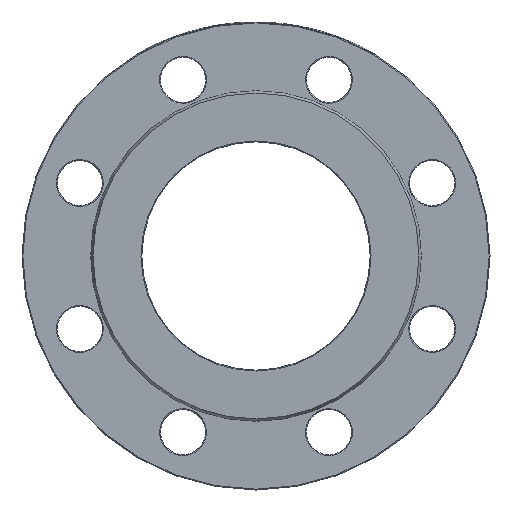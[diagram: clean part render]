
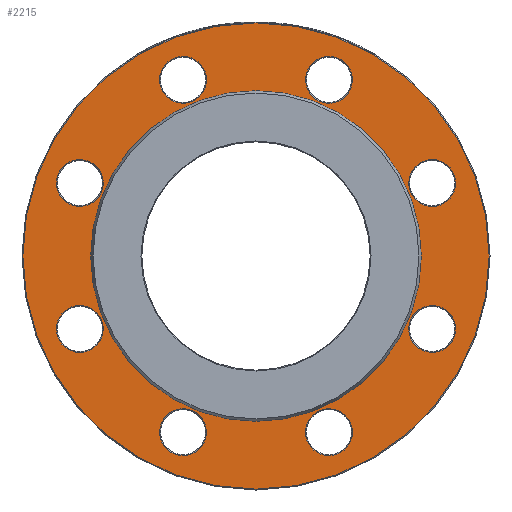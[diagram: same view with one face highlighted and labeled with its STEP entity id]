
A CAD part, left-side view. The second image highlights one B-rep face of the part: STEP entity #2215.
In plain terms, the highlighted planar face has unit normal (-1, 0, 0).
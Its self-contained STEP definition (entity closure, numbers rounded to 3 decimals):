
#3 = VERTEX_POINT ( 'NONE', #2614 ) ;
#60 = EDGE_LOOP ( 'NONE', ( #6144 ) ) ;
#82 = CARTESIAN_POINT ( 'NONE',  ( 3., -101.627, 42.095 ) ) ;
#245 = CIRCLE ( 'NONE', #3618, 13.5 ) ;
#299 = DIRECTION ( 'NONE',  ( 0., 0., 1. ) ) ;
#321 = VERTEX_POINT ( 'NONE', #6830 ) ;
#327 = DIRECTION ( 'NONE',  ( 0., 0., -1. ) ) ;
#407 = FACE_BOUND ( 'NONE', #5592, .T. ) ;
#465 = DIRECTION ( 'NONE',  ( 1., 0., 0. ) ) ;
#482 = FACE_BOUND ( 'NONE', #2797, .T. ) ;
#578 = VERTEX_POINT ( 'NONE', #1890 ) ;
#663 = AXIS2_PLACEMENT_3D ( 'NONE', #82, #7094, #1290 ) ;
#692 = AXIS2_PLACEMENT_3D ( 'NONE', #6666, #2685, #7885 ) ;
#696 = CARTESIAN_POINT ( 'NONE',  ( 3., 101.627, -42.095 ) ) ;
#734 = CARTESIAN_POINT ( 'NONE',  ( 3., -101.627, -42.095 ) ) ;
#810 = EDGE_LOOP ( 'NONE', ( #4793 ) ) ;
#900 = CARTESIAN_POINT ( 'NONE',  ( 3., 0., 95.399 ) ) ;
#1072 = FACE_BOUND ( 'NONE', #6139, .T. ) ;
#1114 = EDGE_CURVE ( 'NONE', #4383, #4383, #7278, .T. ) ;
#1225 = CIRCLE ( 'NONE', #7716, 95.399 ) ;
#1290 = DIRECTION ( 'NONE',  ( 0., 0., 1. ) ) ;
#1297 = VERTEX_POINT ( 'NONE', #3877 ) ;
#1529 = VERTEX_POINT ( 'NONE', #7338 ) ;
#1627 = AXIS2_PLACEMENT_3D ( 'NONE', #734, #6406, #2050 ) ;
#1665 = ORIENTED_EDGE ( 'NONE', *, *, #4283, .T. ) ;
#1873 = CIRCLE ( 'NONE', #2139, 13.5 ) ;
#1890 = CARTESIAN_POINT ( 'NONE',  ( 3., 111.173, 32.549 ) ) ;
#2011 = EDGE_CURVE ( 'NONE', #578, #578, #245, .T. ) ;
#2050 = DIRECTION ( 'NONE',  ( 0., -0.707, 0.707 ) ) ;
#2130 = CARTESIAN_POINT ( 'NONE',  ( 3., 101.627, -55.595 ) ) ;
#2139 = AXIS2_PLACEMENT_3D ( 'NONE', #696, #2689, #8356 ) ;
#2180 = CIRCLE ( 'NONE', #692, 13.5 ) ;
#2215 = ADVANCED_FACE ( 'NONE', ( #6287, #6837, #1072, #482, #6964, #4975, #407, #2392, #2260, #3028 ), #4933, .F. ) ;
#2254 = VERTEX_POINT ( 'NONE', #900 ) ;
#2260 = FACE_OUTER_BOUND ( 'NONE', #810, .T. ) ;
#2264 = AXIS2_PLACEMENT_3D ( 'NONE', #6179, #6854, #3303 ) ;
#2293 = CIRCLE ( 'NONE', #7304, 13.5 ) ;
#2392 = FACE_BOUND ( 'NONE', #4521, .T. ) ;
#2399 = ORIENTED_EDGE ( 'NONE', *, *, #4262, .T. ) ;
#2483 = CARTESIAN_POINT ( 'NONE',  ( 3., 101.627, 42.095 ) ) ;
#2614 = CARTESIAN_POINT ( 'NONE',  ( 3., 55.595, 101.627 ) ) ;
#2685 = DIRECTION ( 'NONE',  ( 1., 0., 0. ) ) ;
#2689 = DIRECTION ( 'NONE',  ( 1., 0., 0. ) ) ;
#2713 = ORIENTED_EDGE ( 'NONE', *, *, #3773, .T. ) ;
#2749 = DIRECTION ( 'NONE',  ( 0., -0.707, -0.707 ) ) ;
#2797 = EDGE_LOOP ( 'NONE', ( #4556 ) ) ;
#2807 = CARTESIAN_POINT ( 'NONE',  ( 3., 32.549, -111.173 ) ) ;
#2935 = VERTEX_POINT ( 'NONE', #2130 ) ;
#3028 = FACE_BOUND ( 'NONE', #6176, .T. ) ;
#3052 = CARTESIAN_POINT ( 'NONE',  ( 3., -42.095, 101.627 ) ) ;
#3095 = EDGE_LOOP ( 'NONE', ( #1665 ) ) ;
#3209 = CARTESIAN_POINT ( 'NONE',  ( 3., 0., -134.5 ) ) ;
#3303 = DIRECTION ( 'NONE',  ( 0., 0., -1. ) ) ;
#3539 = CARTESIAN_POINT ( 'NONE',  ( 3., 95.399, 0. ) ) ;
#3618 = AXIS2_PLACEMENT_3D ( 'NONE', #2483, #5160, #7642 ) ;
#3773 = EDGE_CURVE ( 'NONE', #3, #3, #2180, .T. ) ;
#3877 = CARTESIAN_POINT ( 'NONE',  ( 3., -111.173, -32.549 ) ) ;
#4205 = CIRCLE ( 'NONE', #5305, 13.5 ) ;
#4262 = EDGE_CURVE ( 'NONE', #1297, #1297, #4333, .T. ) ;
#4283 = EDGE_CURVE ( 'NONE', #6472, #6472, #4205, .T. ) ;
#4333 = CIRCLE ( 'NONE', #1627, 13.5 ) ;
#4383 = VERTEX_POINT ( 'NONE', #3209 ) ;
#4404 = CARTESIAN_POINT ( 'NONE',  ( 3., 42.095, -101.627 ) ) ;
#4521 = EDGE_LOOP ( 'NONE', ( #7727 ) ) ;
#4556 = ORIENTED_EDGE ( 'NONE', *, *, #4899, .T. ) ;
#4593 = CIRCLE ( 'NONE', #663, 13.5 ) ;
#4637 = CARTESIAN_POINT ( 'NONE',  ( 3., -42.095, -101.627 ) ) ;
#4793 = ORIENTED_EDGE ( 'NONE', *, *, #1114, .T. ) ;
#4899 = EDGE_CURVE ( 'NONE', #1529, #1529, #4593, .T. ) ;
#4933 = PLANE ( 'NONE',  #7664 ) ;
#4975 = FACE_BOUND ( 'NONE', #3095, .T. ) ;
#5160 = DIRECTION ( 'NONE',  ( 1., 0., 0. ) ) ;
#5207 = CARTESIAN_POINT ( 'NONE',  ( 3., -55.595, -101.627 ) ) ;
#5273 = DIRECTION ( 'NONE',  ( 0., -1., 0. ) ) ;
#5305 = AXIS2_PLACEMENT_3D ( 'NONE', #4637, #5782, #5273 ) ;
#5315 = EDGE_LOOP ( 'NONE', ( #2399 ) ) ;
#5592 = EDGE_LOOP ( 'NONE', ( #5624 ) ) ;
#5624 = ORIENTED_EDGE ( 'NONE', *, *, #6417, .T. ) ;
#5682 = EDGE_LOOP ( 'NONE', ( #2713 ) ) ;
#5782 = DIRECTION ( 'NONE',  ( 1., 0., 0. ) ) ;
#5805 = EDGE_CURVE ( 'NONE', #321, #321, #6073, .T. ) ;
#5872 = ORIENTED_EDGE ( 'NONE', *, *, #8211, .F. ) ;
#6073 = CIRCLE ( 'NONE', #6204, 13.5 ) ;
#6124 = DIRECTION ( 'NONE',  ( 1., 0., 0. ) ) ;
#6139 = EDGE_LOOP ( 'NONE', ( #7203 ) ) ;
#6144 = ORIENTED_EDGE ( 'NONE', *, *, #2011, .T. ) ;
#6176 = EDGE_LOOP ( 'NONE', ( #5872 ) ) ;
#6179 = CARTESIAN_POINT ( 'NONE',  ( 3., 0., 0. ) ) ;
#6204 = AXIS2_PLACEMENT_3D ( 'NONE', #3052, #465, #8202 ) ;
#6207 = EDGE_CURVE ( 'NONE', #2935, #2935, #1873, .T. ) ;
#6287 = FACE_BOUND ( 'NONE', #60, .T. ) ;
#6406 = DIRECTION ( 'NONE',  ( 1., 0., 0. ) ) ;
#6417 = EDGE_CURVE ( 'NONE', #6704, #6704, #2293, .T. ) ;
#6472 = VERTEX_POINT ( 'NONE', #5207 ) ;
#6666 = CARTESIAN_POINT ( 'NONE',  ( 3., 42.095, 101.627 ) ) ;
#6704 = VERTEX_POINT ( 'NONE', #2807 ) ;
#6830 = CARTESIAN_POINT ( 'NONE',  ( 3., -32.549, 111.173 ) ) ;
#6837 = FACE_BOUND ( 'NONE', #5682, .T. ) ;
#6854 = DIRECTION ( 'NONE',  ( -1., 0., 0. ) ) ;
#6964 = FACE_BOUND ( 'NONE', #5315, .T. ) ;
#7094 = DIRECTION ( 'NONE',  ( 1., 0., 0. ) ) ;
#7203 = ORIENTED_EDGE ( 'NONE', *, *, #5805, .T. ) ;
#7235 = CARTESIAN_POINT ( 'NONE',  ( 3., 0., 0. ) ) ;
#7236 = DIRECTION ( 'NONE',  ( 1., 0., 0. ) ) ;
#7278 = CIRCLE ( 'NONE', #2264, 134.5 ) ;
#7304 = AXIS2_PLACEMENT_3D ( 'NONE', #4404, #7236, #2749 ) ;
#7338 = CARTESIAN_POINT ( 'NONE',  ( 3., -101.627, 55.595 ) ) ;
#7642 = DIRECTION ( 'NONE',  ( 0., 0.707, -0.707 ) ) ;
#7664 = AXIS2_PLACEMENT_3D ( 'NONE', #3539, #6124, #327 ) ;
#7716 = AXIS2_PLACEMENT_3D ( 'NONE', #7235, #7987, #299 ) ;
#7727 = ORIENTED_EDGE ( 'NONE', *, *, #6207, .T. ) ;
#7885 = DIRECTION ( 'NONE',  ( 0., 1., 0. ) ) ;
#7987 = DIRECTION ( 'NONE',  ( -1., 0., 0. ) ) ;
#8202 = DIRECTION ( 'NONE',  ( 0., 0.707, 0.707 ) ) ;
#8211 = EDGE_CURVE ( 'NONE', #2254, #2254, #1225, .T. ) ;
#8356 = DIRECTION ( 'NONE',  ( 0., 0., -1. ) ) ;
